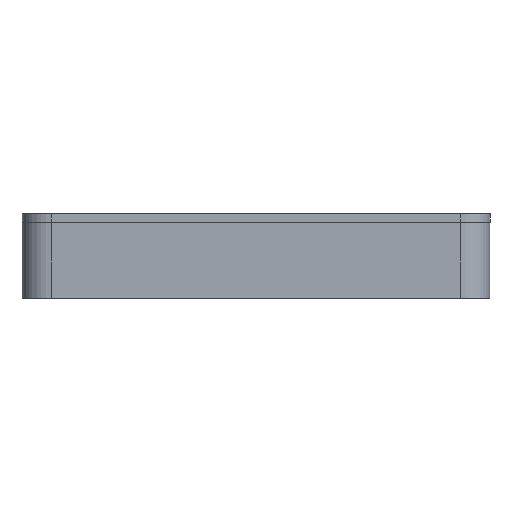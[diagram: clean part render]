
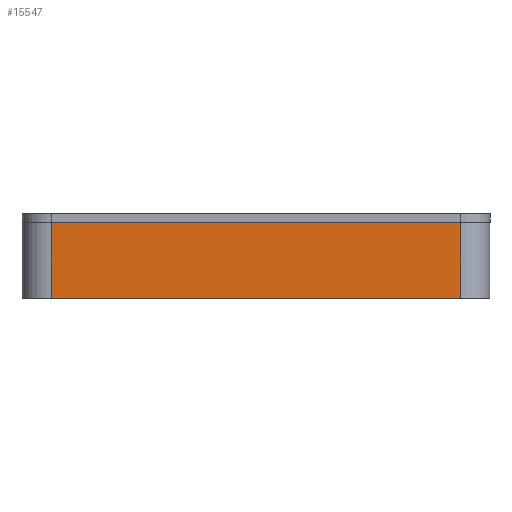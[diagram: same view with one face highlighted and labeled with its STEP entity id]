
A CAD part, front view. The second image highlights one B-rep face of the part: STEP entity #15547.
In plain terms, the highlighted planar face has unit normal (0, -1, 0).
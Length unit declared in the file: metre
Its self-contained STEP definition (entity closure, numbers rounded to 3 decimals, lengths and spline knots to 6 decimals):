
#54=LINE('',#23383,#1511);
#81=LINE('',#23484,#1538);
#82=LINE('',#23487,#1539);
#83=LINE('',#23488,#1540);
#1511=VECTOR('',#18421,1.);
#1538=VECTOR('',#18516,1.);
#1539=VECTOR('',#18517,1.);
#1540=VECTOR('',#18518,1.);
#2959=PLANE('',#16537);
#3602=ORIENTED_EDGE('',*,*,#8219,.T.);
#3603=ORIENTED_EDGE('',*,*,#8220,.T.);
#3604=ORIENTED_EDGE('',*,*,#8174,.F.);
#3605=ORIENTED_EDGE('',*,*,#8221,.T.);
#8174=EDGE_CURVE('',#10529,#10530,#54,.T.);
#8219=EDGE_CURVE('',#10570,#10571,#81,.T.);
#8220=EDGE_CURVE('',#10571,#10530,#82,.F.);
#8221=EDGE_CURVE('',#10529,#10570,#83,.T.);
#10529=VERTEX_POINT('',#23382);
#10530=VERTEX_POINT('',#23384);
#10570=VERTEX_POINT('',#23485);
#10571=VERTEX_POINT('',#23486);
#13126=EDGE_LOOP('',(#3602,#3603,#3604,#3605));
#14169=FACE_BOUND('',#13126,.T.);
#15547=ADVANCED_FACE('',(#14169),#2959,.F.);
#16537=AXIS2_PLACEMENT_3D('',#23483,#18514,#18515);
#18421=DIRECTION('',(1.,0.,0.));
#18514=DIRECTION('',(0.,1.,0.));
#18515=DIRECTION('',(0.,0.,1.));
#18516=DIRECTION('',(1.,0.,0.));
#18517=DIRECTION('',(0.,0.,-1.));
#18518=DIRECTION('',(0.,0.,-1.));
#23382=CARTESIAN_POINT('',(-0.024188,-0.023809,0.013));
#23383=CARTESIAN_POINT('',(0.010912,-0.023809,0.013));
#23384=CARTESIAN_POINT('',(0.046012,-0.023809,0.013));
#23483=CARTESIAN_POINT('',(0.010912,-0.023809,0.013));
#23484=CARTESIAN_POINT('',(0.010912,-0.023809,0.));
#23485=CARTESIAN_POINT('',(-0.024188,-0.023809,0.));
#23486=CARTESIAN_POINT('',(0.046012,-0.023809,0.));
#23487=CARTESIAN_POINT('',(0.046012,-0.023809,0.013));
#23488=CARTESIAN_POINT('',(-0.024188,-0.023809,0.013));
